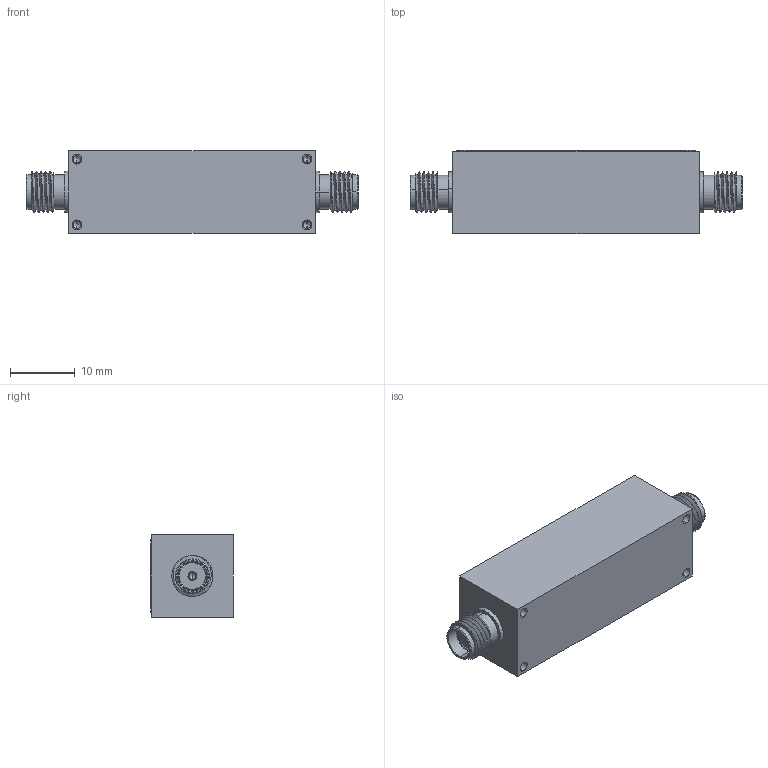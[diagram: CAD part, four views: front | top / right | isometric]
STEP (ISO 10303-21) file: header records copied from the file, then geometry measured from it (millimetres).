
FILE_DESCRIPTION (( 'STEP AP214' ), '1' );
FILE_NAME ('JTIDS-0002.STEP', '2025-08-12T18:09:16', ( '' ), ( '' ), 'SwSTEP 2.0', 'SolidWorks 2024', '' );
FILE_SCHEMA (( 'AUTOMOTIVE_DESIGN' ));
Length unit declared in the file: millimetre
Products named in the file (1): JTIDS-0002
Bounding box: 51.31 x 12.83 x 12.7 mm (x, y, z)
Volume: 6553.8 mm3; surface area: 4016.2 mm2
Topology: 4 solids, 6 shells, 1165 faces, 4040 edges, 2994 vertices
Faces by surface type: cylinder 580, torus 420, plane 141, cone 20, bspline 4
Entity records: 76000 total; most frequent: CARTESIAN_POINT 28865, ORIENTED_EDGE 8040, DIRECTION 6473, EDGE_CURVE 4020, VERTEX_POINT 2994, AXIS2_PLACEMENT_3D 2636, CIRCLE 1474, B_SPLINE_CURVE_WITH_KNOTS 1301
